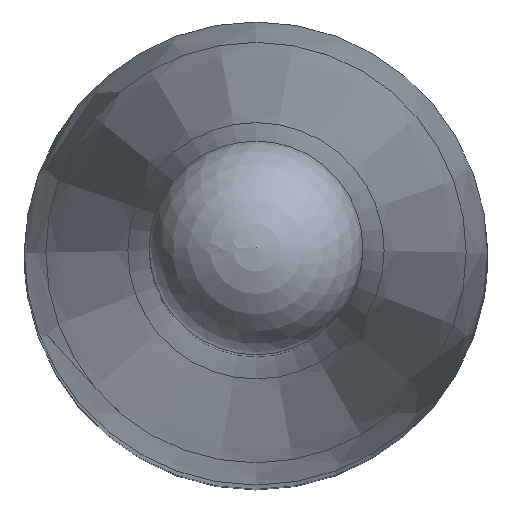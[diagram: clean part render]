
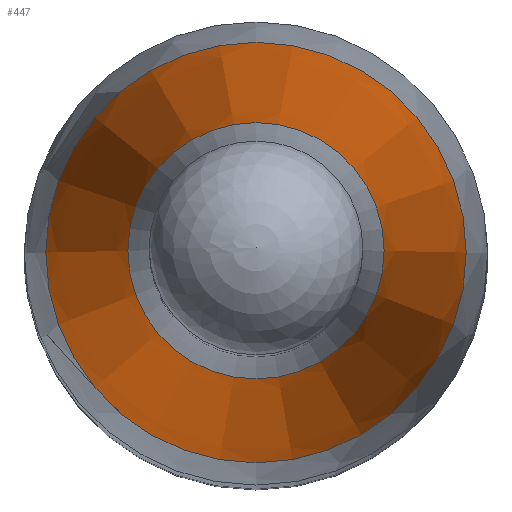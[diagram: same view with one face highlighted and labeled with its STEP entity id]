
A CAD part, top view. The second image highlights one B-rep face of the part: STEP entity #447.
In plain terms, the highlighted conical face has half-angle 4.548 degrees and reference radius 4.75 mm.
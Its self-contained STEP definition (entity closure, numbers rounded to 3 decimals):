
#17=CONICAL_SURFACE('',#501,4.75,0.079);
#51=FACE_OUTER_BOUND('',#77,.T.);
#77=EDGE_LOOP('',(#390,#391,#392,#393,#394));
#97=CIRCLE('',#496,5.902);
#98=CIRCLE('',#497,5.902);
#102=CIRCLE('',#502,3.598);
#135=LINE('',#924,#163);
#163=VECTOR('',#610,4.75);
#211=VERTEX_POINT('',#913);
#212=VERTEX_POINT('',#914);
#215=VERTEX_POINT('',#923);
#271=EDGE_CURVE('',#211,#212,#97,.T.);
#272=EDGE_CURVE('',#212,#211,#98,.T.);
#276=EDGE_CURVE('',#212,#215,#135,.T.);
#277=EDGE_CURVE('',#215,#215,#102,.T.);
#390=ORIENTED_EDGE('',*,*,#271,.F.);
#391=ORIENTED_EDGE('',*,*,#272,.F.);
#392=ORIENTED_EDGE('',*,*,#276,.T.);
#393=ORIENTED_EDGE('',*,*,#277,.F.);
#394=ORIENTED_EDGE('',*,*,#276,.F.);
#447=ADVANCED_FACE('',(#51),#17,.T.);
#496=AXIS2_PLACEMENT_3D('',#915,#598,#599);
#497=AXIS2_PLACEMENT_3D('',#916,#600,#601);
#501=AXIS2_PLACEMENT_3D('',#922,#608,#609);
#502=AXIS2_PLACEMENT_3D('',#925,#611,#612);
#598=DIRECTION('center_axis',(0.,0.,-1.));
#599=DIRECTION('ref_axis',(1.,0.,0.));
#600=DIRECTION('center_axis',(0.,0.,-1.));
#601=DIRECTION('ref_axis',(1.,0.,0.));
#608=DIRECTION('center_axis',(0.,0.,-1.));
#609=DIRECTION('ref_axis',(-1.,0.,0.));
#610=DIRECTION('',(-0.079,0.,0.997));
#611=DIRECTION('center_axis',(0.,0.,1.));
#612=DIRECTION('ref_axis',(1.,0.,0.));
#913=CARTESIAN_POINT('',(-5.902,0.,94.341));
#914=CARTESIAN_POINT('',(5.902,0.,94.341));
#915=CARTESIAN_POINT('Origin',(0.,0.,94.341));
#916=CARTESIAN_POINT('Origin',(0.,0.,94.341));
#922=CARTESIAN_POINT('Origin',(0.,0.,108.82));
#923=CARTESIAN_POINT('',(3.598,0.,123.299));
#924=CARTESIAN_POINT('',(4.75,0.,108.82));
#925=CARTESIAN_POINT('Origin',(0.,0.,123.299));
